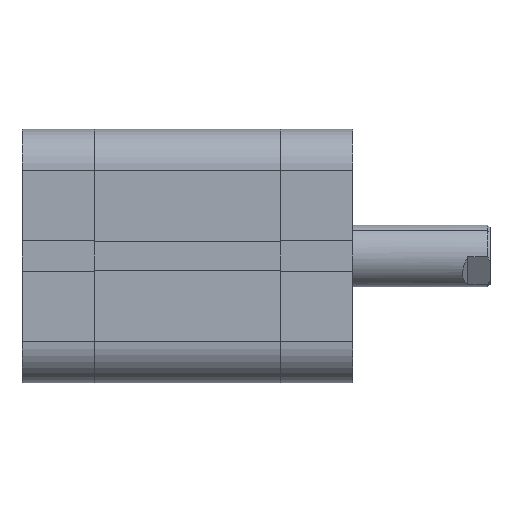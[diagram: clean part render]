
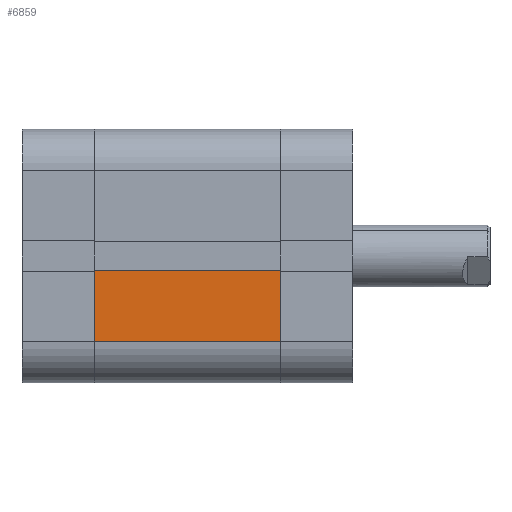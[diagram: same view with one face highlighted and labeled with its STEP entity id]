
A CAD part, front view. The second image highlights one B-rep face of the part: STEP entity #6859.
In plain terms, the highlighted planar face has unit normal (0, -1, 0).
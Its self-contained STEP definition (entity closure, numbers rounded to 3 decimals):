
#560 = PLANE ( 'NONE',  #1450 ) ;
#1243 = VECTOR ( 'NONE', #7781, 1000. ) ;
#1450 = AXIS2_PLACEMENT_3D ( 'NONE', #13718, #16328, #29727 ) ;
#2099 = ORIENTED_EDGE ( 'NONE', *, *, #9406, .F. ) ;
#2596 = VERTEX_POINT ( 'NONE', #11818 ) ;
#5793 = CARTESIAN_POINT ( 'NONE',  ( 36.001, -24.5, -2.8 ) ) ;
#5869 = CARTESIAN_POINT ( 'NONE',  ( 36., -24.5, -16.5 ) ) ;
#6586 = EDGE_CURVE ( 'NONE', #2596, #23210, #24152, .T. ) ;
#6859 = ADVANCED_FACE ( 'NONE', ( #8197 ), #560, .F. ) ;
#7336 = ORIENTED_EDGE ( 'NONE', *, *, #6586, .T. ) ;
#7626 = VECTOR ( 'NONE', #32894, 1000. ) ;
#7781 = DIRECTION ( 'NONE',  ( 0., 0., -1. ) ) ;
#8197 = FACE_OUTER_BOUND ( 'NONE', #15939, .T. ) ;
#9406 = EDGE_CURVE ( 'NONE', #34224, #23210, #31583, .T. ) ;
#9841 = DIRECTION ( 'NONE',  ( 0., 0., -1. ) ) ;
#10904 = ORIENTED_EDGE ( 'NONE', *, *, #26334, .T. ) ;
#11818 = CARTESIAN_POINT ( 'NONE',  ( 0., -24.5, -16.5 ) ) ;
#11949 = VECTOR ( 'NONE', #22020, 1000. ) ;
#13718 = CARTESIAN_POINT ( 'NONE',  ( 36., -24.5, -24.5 ) ) ;
#14234 = VECTOR ( 'NONE', #9841, 1000. ) ;
#15939 = EDGE_LOOP ( 'NONE', ( #10904, #25975, #7336, #2099 ) ) ;
#16328 = DIRECTION ( 'NONE',  ( 0., 1., 0. ) ) ;
#19476 = LINE ( 'NONE', #5793, #7626 ) ;
#20740 = VERTEX_POINT ( 'NONE', #21007 ) ;
#21007 = CARTESIAN_POINT ( 'NONE',  ( 0., -24.5, -2.8 ) ) ;
#22020 = DIRECTION ( 'NONE',  ( 1., 0., 0. ) ) ;
#23074 = LINE ( 'NONE', #33650, #14234 ) ;
#23210 = VERTEX_POINT ( 'NONE', #23788 ) ;
#23788 = CARTESIAN_POINT ( 'NONE',  ( 36., -24.5, -16.5 ) ) ;
#24152 = LINE ( 'NONE', #5869, #11949 ) ;
#25804 = EDGE_CURVE ( 'NONE', #20740, #2596, #23074, .T. ) ;
#25975 = ORIENTED_EDGE ( 'NONE', *, *, #25804, .T. ) ;
#26078 = CARTESIAN_POINT ( 'NONE',  ( 36., -24.5, -24.5 ) ) ;
#26301 = CARTESIAN_POINT ( 'NONE',  ( 36., -24.5, -2.8 ) ) ;
#26334 = EDGE_CURVE ( 'NONE', #34224, #20740, #19476, .T. ) ;
#29727 = DIRECTION ( 'NONE',  ( 0., 0., 1. ) ) ;
#31583 = LINE ( 'NONE', #26078, #1243 ) ;
#32894 = DIRECTION ( 'NONE',  ( -1., 0., 0. ) ) ;
#33650 = CARTESIAN_POINT ( 'NONE',  ( 0., -24.5, -24.5 ) ) ;
#34224 = VERTEX_POINT ( 'NONE', #26301 ) ;
